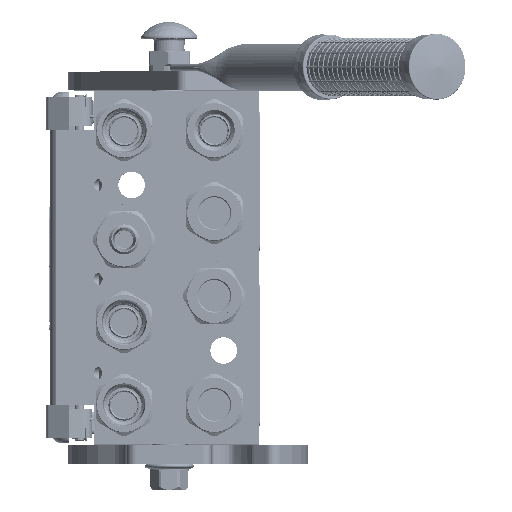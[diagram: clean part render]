
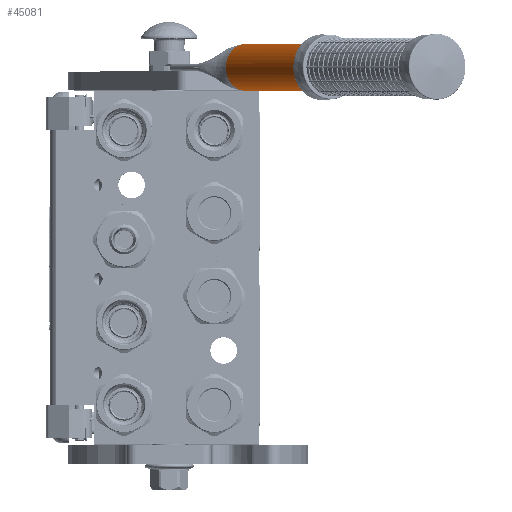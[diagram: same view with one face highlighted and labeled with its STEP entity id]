
A CAD part, top view. The second image highlights one B-rep face of the part: STEP entity #45081.
In plain terms, the highlighted cylindrical face has radius 12.5 mm (diameter 25 mm), a partial arc.
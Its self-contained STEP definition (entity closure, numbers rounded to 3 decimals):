
#12066 = LINE ( 'NONE', #169801, #265600 ) ;
#15213 = CARTESIAN_POINT ( 'NONE',  ( -12.426, 0., -1.36 ) ) ;
#15310 = VERTEX_POINT ( 'NONE', #212996 ) ;
#17590 = CARTESIAN_POINT ( 'NONE',  ( 12.466, 0.127, -0.927 ) ) ;
#18498 = CARTESIAN_POINT ( 'NONE',  ( 12.494, 0.221, -0.449 ) ) ;
#19636 = EDGE_CURVE ( 'NONE', #66309, #234485, #182761, .T. ) ;
#20320 = CARTESIAN_POINT ( 'NONE',  ( 12.5, 0.24, -0.216 ) ) ;
#22592 = DIRECTION ( 'NONE',  ( 0., 1., 0. ) ) ;
#40513 = CARTESIAN_POINT ( 'NONE',  ( 12.466, 0.13, -0.917 ) ) ;
#41433 = CARTESIAN_POINT ( 'NONE',  ( 0., 0., 0. ) ) ;
#44222 = VERTEX_POINT ( 'NONE', #257132 ) ;
#45081 = ADVANCED_FACE ( 'NONE', ( #203777 ), #98289, .T. ) ;
#54070 = ORIENTED_EDGE ( 'NONE', *, *, #19636, .T. ) ;
#59369 = AXIS2_PLACEMENT_3D ( 'NONE', #171740, #22592, #109156 ) ;
#61845 = DIRECTION ( 'NONE',  ( 0., 1., 0. ) ) ;
#62639 = CARTESIAN_POINT ( 'NONE',  ( 12.441, 0.049, -1.219 ) ) ;
#63905 = DIRECTION ( 'NONE',  ( 0., 1., 0. ) ) ;
#66309 = VERTEX_POINT ( 'NONE', #146358 ) ;
#73228 = B_SPLINE_CURVE_WITH_KNOTS ( 'NONE', 3,
 ( #117463, #240798, #114748, #244430, #181875, #94470, #241697, #184559, #224199, #165240, #120150, #164309, #101706, #248940, #15213 ),
 .UNSPECIFIED., .F., .F.,
 ( 4, 2, 2, 1, 1, 1, 2, 2, 4 ),
 ( 0., 0.25, 0.375, 0.438, 0.469, 0.484, 0.492, 0.5, 1. ),
 .UNSPECIFIED. ) ;
#79286 = EDGE_CURVE ( 'NONE', #66309, #119328, #194981, .T. ) ;
#80188 = CARTESIAN_POINT ( 'NONE',  ( 12.468, 0.136, -0.889 ) ) ;
#82891 = CARTESIAN_POINT ( 'NONE',  ( 12.474, 0.155, -0.804 ) ) ;
#85748 = CARTESIAN_POINT ( 'NONE',  ( -12.5, 0.24, 0. ) ) ;
#91806 = CARTESIAN_POINT ( 'NONE',  ( 0., 0., 0. ) ) ;
#94470 = CARTESIAN_POINT ( 'NONE',  ( -12.488, 0.202, -0.541 ) ) ;
#97936 = CARTESIAN_POINT ( 'NONE',  ( 0., 198., 0. ) ) ;
#98289 = CYLINDRICAL_SURFACE ( 'NONE', #229290, 12.5 ) ;
#101405 = CARTESIAN_POINT ( 'NONE',  ( 12.426, 0., -1.36 ) ) ;
#101706 = CARTESIAN_POINT ( 'NONE',  ( -12.472, 0.146, -0.859 ) ) ;
#103309 = VECTOR ( 'NONE', #61845, 1000. ) ;
#106139 = CARTESIAN_POINT ( 'NONE',  ( -12.5, 0.24, 0. ) ) ;
#109156 = DIRECTION ( 'NONE',  ( 0.994, 0., -0.109 ) ) ;
#111538 = CARTESIAN_POINT ( 'NONE',  ( 12.5, 0.24, 0. ) ) ;
#112509 = ORIENTED_EDGE ( 'NONE', *, *, #201611, .F. ) ;
#114748 = CARTESIAN_POINT ( 'NONE',  ( -12.499, 0.235, -0.221 ) ) ;
#116331 = CIRCLE ( 'NONE', #270627, 12.5 ) ;
#117463 = CARTESIAN_POINT ( 'NONE',  ( -12.5, 0.24, 0. ) ) ;
#119328 = VERTEX_POINT ( 'NONE', #111538 ) ;
#120150 = CARTESIAN_POINT ( 'NONE',  ( -12.481, 0.178, -0.683 ) ) ;
#132367 = DIRECTION ( 'NONE',  ( 0., -1., 0. ) ) ;
#139059 = EDGE_CURVE ( 'NONE', #167732, #263833, #142930, .T. ) ;
#142930 = LINE ( 'NONE', #85748, #103309 ) ;
#145558 = CARTESIAN_POINT ( 'NONE',  ( 12.464, 0.121, -0.953 ) ) ;
#146358 = CARTESIAN_POINT ( 'NONE',  ( 12.426, 0., -1.36 ) ) ;
#146457 = CARTESIAN_POINT ( 'NONE',  ( 12.479, 0.172, -0.721 ) ) ;
#147434 = ORIENTED_EDGE ( 'NONE', *, *, #79286, .F. ) ;
#159820 = ORIENTED_EDGE ( 'NONE', *, *, #139059, .T. ) ;
#163826 = EDGE_CURVE ( 'NONE', #15310, #263833, #239440, .T. ) ;
#164309 = CARTESIAN_POINT ( 'NONE',  ( -12.481, 0.178, -0.688 ) ) ;
#165240 = CARTESIAN_POINT ( 'NONE',  ( -12.482, 0.18, -0.676 ) ) ;
#167732 = VERTEX_POINT ( 'NONE', #106139 ) ;
#169801 = CARTESIAN_POINT ( 'NONE',  ( 12.5, 0.24, 0. ) ) ;
#171740 = CARTESIAN_POINT ( 'NONE',  ( 0., 0., 0. ) ) ;
#180647 = CARTESIAN_POINT ( 'NONE',  ( -12.5, 198., 0. ) ) ;
#180827 = DIRECTION ( 'NONE',  ( 0., 1., 0. ) ) ;
#181875 = CARTESIAN_POINT ( 'NONE',  ( -12.492, 0.214, -0.452 ) ) ;
#182761 = CIRCLE ( 'NONE', #59369, 12.5 ) ;
#184559 = CARTESIAN_POINT ( 'NONE',  ( -12.484, 0.186, -0.638 ) ) ;
#187919 = CARTESIAN_POINT ( 'NONE',  ( 12.467, 0.131, -0.91 ) ) ;
#188078 = ORIENTED_EDGE ( 'NONE', *, *, #163826, .F. ) ;
#188822 = CARTESIAN_POINT ( 'NONE',  ( 12.471, 0.146, -0.847 ) ) ;
#188983 = ORIENTED_EDGE ( 'NONE', *, *, #256328, .T. ) ;
#194151 = DIRECTION ( 'NONE',  ( 1., 0., 0. ) ) ;
#194981 = B_SPLINE_CURVE_WITH_KNOTS ( 'NONE', 3,
 ( #101405, #62639, #247721, #268945, #145558, #17590, #40513, #187919, #80188, #188822, #82891, #230223, #146457, #18498, #20320, #228400 ),
 .UNSPECIFIED., .F., .F.,
 ( 4, 2, 1, 2, 2, 1, 2, 2, 4 ),
 ( 0., 0.25, 0.313, 0.328, 0.344, 0.375, 0.438, 0.5, 1. ),
 .UNSPECIFIED. ) ;
#201611 = EDGE_CURVE ( 'NONE', #119328, #15310, #12066, .T. ) ;
#203777 = FACE_OUTER_BOUND ( 'NONE', #224966, .T. ) ;
#206379 = DIRECTION ( 'NONE',  ( 0.994, 0., -0.109 ) ) ;
#209998 = DIRECTION ( 'NONE',  ( 0., 1., 0. ) ) ;
#212996 = CARTESIAN_POINT ( 'NONE',  ( 12.5, 198., 0. ) ) ;
#221443 = AXIS2_PLACEMENT_3D ( 'NONE', #97936, #180827, #245177 ) ;
#224199 = CARTESIAN_POINT ( 'NONE',  ( -12.482, 0.182, -0.665 ) ) ;
#224966 = EDGE_LOOP ( 'NONE', ( #54070, #188983, #251971, #159820, #188078, #112509, #147434 ) ) ;
#228400 = CARTESIAN_POINT ( 'NONE',  ( 12.5, 0.24, 0. ) ) ;
#229290 = AXIS2_PLACEMENT_3D ( 'NONE', #91806, #132367, #194151 ) ;
#230223 = CARTESIAN_POINT ( 'NONE',  ( 12.478, 0.167, -0.748 ) ) ;
#234485 = VERTEX_POINT ( 'NONE', #235054 ) ;
#235054 = CARTESIAN_POINT ( 'NONE',  ( 0., 0., -12.5 ) ) ;
#239440 = CIRCLE ( 'NONE', #221443, 12.5 ) ;
#240798 = CARTESIAN_POINT ( 'NONE',  ( -12.5, 0.24, -0.108 ) ) ;
#241697 = CARTESIAN_POINT ( 'NONE',  ( -12.486, 0.195, -0.586 ) ) ;
#244430 = CARTESIAN_POINT ( 'NONE',  ( -12.494, 0.22, -0.394 ) ) ;
#245177 = DIRECTION ( 'NONE',  ( 1., 0., 0. ) ) ;
#247721 = CARTESIAN_POINT ( 'NONE',  ( 12.452, 0.083, -1.1 ) ) ;
#248940 = CARTESIAN_POINT ( 'NONE',  ( -12.456, 0.096, -1.087 ) ) ;
#251971 = ORIENTED_EDGE ( 'NONE', *, *, #266429, .F. ) ;
#256328 = EDGE_CURVE ( 'NONE', #234485, #44222, #116331, .T. ) ;
#257132 = CARTESIAN_POINT ( 'NONE',  ( -12.426, 0., -1.36 ) ) ;
#263833 = VERTEX_POINT ( 'NONE', #180647 ) ;
#265600 = VECTOR ( 'NONE', #63905, 1000. ) ;
#266429 = EDGE_CURVE ( 'NONE', #167732, #44222, #73228, .T. ) ;
#268945 = CARTESIAN_POINT ( 'NONE',  ( 12.461, 0.114, -0.981 ) ) ;
#270627 = AXIS2_PLACEMENT_3D ( 'NONE', #41433, #209998, #206379 ) ;
